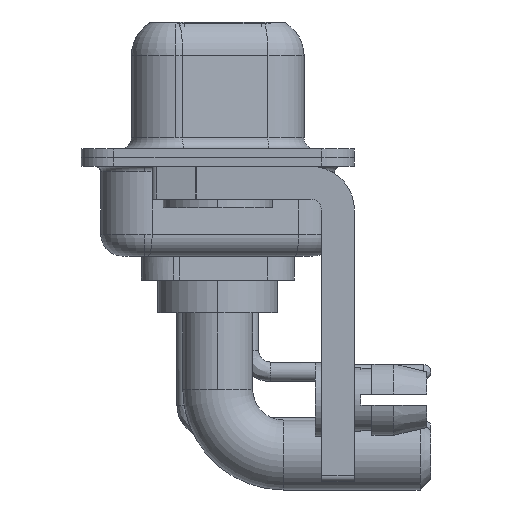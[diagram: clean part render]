
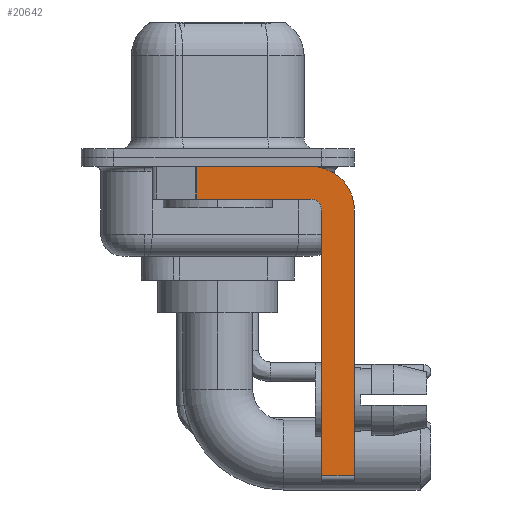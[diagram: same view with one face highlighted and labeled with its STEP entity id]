
A CAD part, left-side view. The second image highlights one B-rep face of the part: STEP entity #20642.
In plain terms, the highlighted planar face has unit normal (-1, 0, 0).
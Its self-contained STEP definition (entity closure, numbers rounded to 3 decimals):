
#81 = EDGE_CURVE ( 'NONE', #15160, #4261, #2652, .T. ) ;
#129 = EDGE_CURVE ( 'NONE', #14431, #10850, #7155, .T. ) ;
#186 = DIRECTION ( 'NONE',  ( 1., 0., 0. ) ) ;
#607 = EDGE_LOOP ( 'NONE', ( #10954, #5002, #22322, #1494, #18249, #19397, #15127, #5017 ) ) ;
#908 = CARTESIAN_POINT ( 'NONE',  ( -2.9, 0.978, -0.4 ) ) ;
#1494 = ORIENTED_EDGE ( 'NONE', *, *, #81, .F. ) ;
#1608 = CARTESIAN_POINT ( 'NONE',  ( -2.9, -4.75, -14.8 ) ) ;
#1637 = DIRECTION ( 'NONE',  ( -1., 0., 0. ) ) ;
#1989 = PLANE ( 'NONE',  #22832 ) ;
#2652 = CIRCLE ( 'NONE', #14277, 0.5 ) ;
#2888 = DIRECTION ( 'NONE',  ( 1., 0., 0. ) ) ;
#3166 = LINE ( 'NONE', #22868, #8539 ) ;
#3411 = DIRECTION ( 'NONE',  ( 0., 1., 0. ) ) ;
#3853 = CARTESIAN_POINT ( 'NONE',  ( -2.9, 3., -0.4 ) ) ;
#4261 = VERTEX_POINT ( 'NONE', #8704 ) ;
#5002 = ORIENTED_EDGE ( 'NONE', *, *, #17966, .T. ) ;
#5017 = ORIENTED_EDGE ( 'NONE', *, *, #22472, .F. ) ;
#5136 = DIRECTION ( 'NONE',  ( 0., 0., -1. ) ) ;
#5337 = CARTESIAN_POINT ( 'NONE',  ( -2.9, -4.75, -2.4 ) ) ;
#5354 = DIRECTION ( 'NONE',  ( 0., 0., 1. ) ) ;
#6067 = DIRECTION ( 'NONE',  ( 0., 0., -1. ) ) ;
#6425 = AXIS2_PLACEMENT_3D ( 'NONE', #18614, #2888, #6067 ) ;
#6812 = CARTESIAN_POINT ( 'NONE',  ( -2.9, -4.25, -14.55 ) ) ;
#7155 = LINE ( 'NONE', #3853, #19175 ) ;
#7269 = DIRECTION ( 'NONE',  ( 0., -1., 0. ) ) ;
#7727 = EDGE_CURVE ( 'NONE', #11164, #21788, #16688, .T. ) ;
#7778 = CARTESIAN_POINT ( 'NONE',  ( -2.9, -6.25, -2.4 ) ) ;
#8238 = VECTOR ( 'NONE', #14924, 1000. ) ;
#8288 = CARTESIAN_POINT ( 'NONE',  ( -2.9, 0.978, -1.9 ) ) ;
#8539 = VECTOR ( 'NONE', #5136, 1000. ) ;
#8679 = LINE ( 'NONE', #15733, #13594 ) ;
#8704 = CARTESIAN_POINT ( 'NONE',  ( -2.9, -4.25, -1.9 ) ) ;
#9120 = CARTESIAN_POINT ( 'NONE',  ( -2.9, -4.25, -2.4 ) ) ;
#9130 = CARTESIAN_POINT ( 'NONE',  ( -2.9, -4.25, -2.4 ) ) ;
#10315 = VECTOR ( 'NONE', #5354, 1000. ) ;
#10850 = VERTEX_POINT ( 'NONE', #18204 ) ;
#10954 = ORIENTED_EDGE ( 'NONE', *, *, #129, .F. ) ;
#11164 = VERTEX_POINT ( 'NONE', #19485 ) ;
#11181 = EDGE_CURVE ( 'NONE', #4261, #13868, #8679, .T. ) ;
#13553 = EDGE_CURVE ( 'NONE', #14682, #21788, #21451, .T. ) ;
#13594 = VECTOR ( 'NONE', #3411, 1000. ) ;
#13868 = VERTEX_POINT ( 'NONE', #8288 ) ;
#14011 = EDGE_CURVE ( 'NONE', #14682, #15160, #14275, .T. ) ;
#14275 = LINE ( 'NONE', #1608, #10315 ) ;
#14277 = AXIS2_PLACEMENT_3D ( 'NONE', #9120, #1637, #18049 ) ;
#14418 = DIRECTION ( 'NONE',  ( 0., -1., 0. ) ) ;
#14431 = VERTEX_POINT ( 'NONE', #908 ) ;
#14682 = VERTEX_POINT ( 'NONE', #20623 ) ;
#14924 = DIRECTION ( 'NONE',  ( 0., 0., -1. ) ) ;
#15127 = ORIENTED_EDGE ( 'NONE', *, *, #7727, .F. ) ;
#15160 = VERTEX_POINT ( 'NONE', #5337 ) ;
#15413 = CARTESIAN_POINT ( 'NONE',  ( -2.9, -6.25, -14.55 ) ) ;
#15733 = CARTESIAN_POINT ( 'NONE',  ( -2.9, -4.25, -1.9 ) ) ;
#16536 = CIRCLE ( 'NONE', #6425, 2. ) ;
#16688 = LINE ( 'NONE', #7778, #8238 ) ;
#17966 = EDGE_CURVE ( 'NONE', #14431, #13868, #3166, .T. ) ;
#18049 = DIRECTION ( 'NONE',  ( 0., 0., 1. ) ) ;
#18060 = FACE_OUTER_BOUND ( 'NONE', #607, .T. ) ;
#18204 = CARTESIAN_POINT ( 'NONE',  ( -2.9, -4.25, -0.4 ) ) ;
#18249 = ORIENTED_EDGE ( 'NONE', *, *, #14011, .F. ) ;
#18614 = CARTESIAN_POINT ( 'NONE',  ( -2.9, -4.25, -2.4 ) ) ;
#19175 = VECTOR ( 'NONE', #14418, 1000. ) ;
#19397 = ORIENTED_EDGE ( 'NONE', *, *, #13553, .T. ) ;
#19485 = CARTESIAN_POINT ( 'NONE',  ( -2.9, -6.25, -2.4 ) ) ;
#20031 = VECTOR ( 'NONE', #7269, 1000. ) ;
#20623 = CARTESIAN_POINT ( 'NONE',  ( -2.9, -4.75, -14.55 ) ) ;
#20642 = ADVANCED_FACE ( 'NONE', ( #18060 ), #1989, .F. ) ;
#21451 = LINE ( 'NONE', #6812, #20031 ) ;
#21676 = DIRECTION ( 'NONE',  ( 0., 0., -1. ) ) ;
#21788 = VERTEX_POINT ( 'NONE', #15413 ) ;
#22322 = ORIENTED_EDGE ( 'NONE', *, *, #11181, .F. ) ;
#22472 = EDGE_CURVE ( 'NONE', #10850, #11164, #16536, .T. ) ;
#22832 = AXIS2_PLACEMENT_3D ( 'NONE', #9130, #186, #21676 ) ;
#22868 = CARTESIAN_POINT ( 'NONE',  ( -2.9, 0.978, -1.9 ) ) ;
